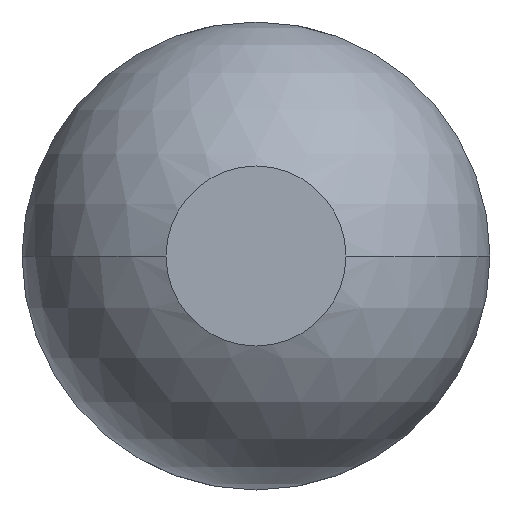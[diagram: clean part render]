
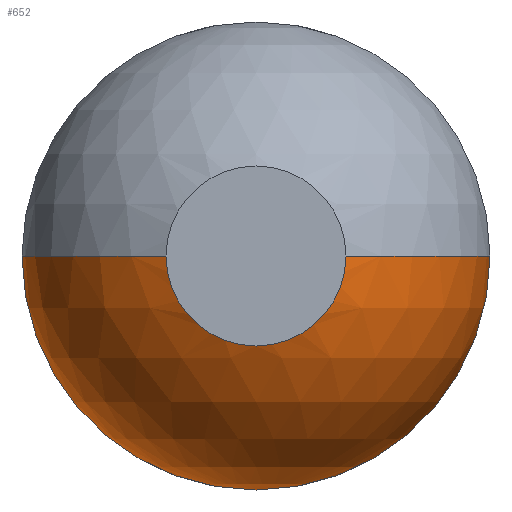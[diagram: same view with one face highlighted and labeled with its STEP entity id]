
A CAD part, front view. The second image highlights one B-rep face of the part: STEP entity #652.
In plain terms, the highlighted spherical face has radius 0.39 mm.
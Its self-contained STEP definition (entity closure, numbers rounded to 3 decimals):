
#54 = CARTESIAN_POINT ( 'NONE',  ( 0.39, -35.94, 0. ) ) ;
#132 = ORIENTED_EDGE ( 'NONE', *, *, #803, .F. ) ;
#261 = CARTESIAN_POINT ( 'NONE',  ( -0.15, -36.3, 0. ) ) ;
#351 = DIRECTION ( 'NONE',  ( 0., 0., 1. ) ) ;
#454 = CARTESIAN_POINT ( 'NONE',  ( 0.15, -36.3, 0. ) ) ;
#538 = EDGE_CURVE ( 'Defeature ausgef�hrt1_11+Defeature ausgef�hrt1_4+Defeature ausgef�hrt1_4+Defeature ausgef�hrt1_4', #3194, #785, #989, .T. ) ;
#612 = DIRECTION ( 'NONE',  ( 0., 0., 1. ) ) ;
#652 = ADVANCED_FACE ( 'Defeature ausgef�hrt1_4', ( #3290 ), #1405, .T. ) ;
#685 = CARTESIAN_POINT ( 'NONE',  ( 0., -36.3, 0. ) ) ;
#785 = VERTEX_POINT ( 'NONE', #2834 ) ;
#802 = DIRECTION ( 'NONE',  ( 0., -1., 0. ) ) ;
#803 = EDGE_CURVE ( 'NONE', #1505, #985, #2968, .T. ) ;
#956 = CARTESIAN_POINT ( 'NONE',  ( 0., -35.94, 0. ) ) ;
#968 = AXIS2_PLACEMENT_3D ( 'NONE', #3334, #3637, #612 ) ;
#985 = VERTEX_POINT ( 'NONE', #54 ) ;
#989 = CIRCLE ( 'NONE', #3379, 0.15 ) ;
#1058 = AXIS2_PLACEMENT_3D ( 'NONE', #956, #1258, #1269 ) ;
#1092 = CIRCLE ( 'NONE', #1369, 0.15 ) ;
#1218 = DIRECTION ( 'NONE',  ( 0., 1., 0. ) ) ;
#1258 = DIRECTION ( 'NONE',  ( 0., 0., -1. ) ) ;
#1269 = DIRECTION ( 'NONE',  ( 1., 0., 0. ) ) ;
#1297 = DIRECTION ( 'NONE',  ( 0., 0., -1. ) ) ;
#1369 = AXIS2_PLACEMENT_3D ( 'NONE', #685, #2155, #1297 ) ;
#1405 = SPHERICAL_SURFACE ( 'NONE', #1058, 0.39 ) ;
#1406 = CARTESIAN_POINT ( 'NONE',  ( 0., -35.94, 0. ) ) ;
#1505 = VERTEX_POINT ( 'NONE', #454 ) ;
#1549 = AXIS2_PLACEMENT_3D ( 'NONE', #3506, #3247, #2617 ) ;
#1746 = EDGE_CURVE ( 'Defeature ausgef�hrt1_5+Defeature ausgef�hrt1_4+Defeature ausgef�hrt1_4+Defeature ausgef�hrt1_4', #2892, #3456, #3202, .T. ) ;
#1784 = CARTESIAN_POINT ( 'NONE',  ( 0., -35.94, 0. ) ) ;
#1799 = CIRCLE ( 'NONE', #1549, 0.39 ) ;
#1903 = ORIENTED_EDGE ( 'NONE', *, *, #538, .F. ) ;
#1970 = EDGE_CURVE ( 'Defeature ausgef�hrt1_11+Defeature ausgef�hrt1_4+Defeature ausgef�hrt1_4+Defeature ausgef�hrt1_4', #785, #1505, #1092, .T. ) ;
#2095 = EDGE_LOOP ( 'NONE', ( #1903, #3442, #2381, #3520, #132, #3265 ) ) ;
#2155 = DIRECTION ( 'NONE',  ( 0., -1., 0. ) ) ;
#2261 = EDGE_CURVE ( 'Defeature ausgef�hrt1_5+Defeature ausgef�hrt1_4+Defeature ausgef�hrt1_4+Defeature ausgef�hrt1_4', #985, #2892, #3345, .T. ) ;
#2356 = EDGE_CURVE ( 'NONE', #3194, #3456, #1799, .T. ) ;
#2381 = ORIENTED_EDGE ( 'NONE', *, *, #1746, .F. ) ;
#2513 = CARTESIAN_POINT ( 'NONE',  ( 0., -36.3, 0. ) ) ;
#2578 = AXIS2_PLACEMENT_3D ( 'NONE', #1784, #1218, #351 ) ;
#2617 = DIRECTION ( 'NONE',  ( -1., 0., 0. ) ) ;
#2834 = CARTESIAN_POINT ( 'NONE',  ( 0., -36.3, -0.15 ) ) ;
#2839 = AXIS2_PLACEMENT_3D ( 'NONE', #1406, #3743, #3415 ) ;
#2892 = VERTEX_POINT ( 'NONE', #3378 ) ;
#2968 = CIRCLE ( 'NONE', #2839, 0.39 ) ;
#3194 = VERTEX_POINT ( 'NONE', #261 ) ;
#3202 = CIRCLE ( 'NONE', #2578, 0.39 ) ;
#3247 = DIRECTION ( 'NONE',  ( 0., 0., -1. ) ) ;
#3265 = ORIENTED_EDGE ( 'NONE', *, *, #1970, .F. ) ;
#3290 = FACE_OUTER_BOUND ( 'NONE', #2095, .T. ) ;
#3313 = CARTESIAN_POINT ( 'NONE',  ( -0.39, -35.94, 0. ) ) ;
#3334 = CARTESIAN_POINT ( 'NONE',  ( 0., -35.94, 0. ) ) ;
#3345 = CIRCLE ( 'NONE', #968, 0.39 ) ;
#3378 = CARTESIAN_POINT ( 'NONE',  ( 0., -35.94, -0.39 ) ) ;
#3379 = AXIS2_PLACEMENT_3D ( 'NONE', #2513, #802, #3398 ) ;
#3398 = DIRECTION ( 'NONE',  ( 0., 0., -1. ) ) ;
#3415 = DIRECTION ( 'NONE',  ( 1., 0., 0. ) ) ;
#3442 = ORIENTED_EDGE ( 'NONE', *, *, #2356, .T. ) ;
#3456 = VERTEX_POINT ( 'NONE', #3313 ) ;
#3506 = CARTESIAN_POINT ( 'NONE',  ( 0., -35.94, 0. ) ) ;
#3520 = ORIENTED_EDGE ( 'NONE', *, *, #2261, .F. ) ;
#3637 = DIRECTION ( 'NONE',  ( 0., 1., 0. ) ) ;
#3743 = DIRECTION ( 'NONE',  ( 0., 0., 1. ) ) ;
